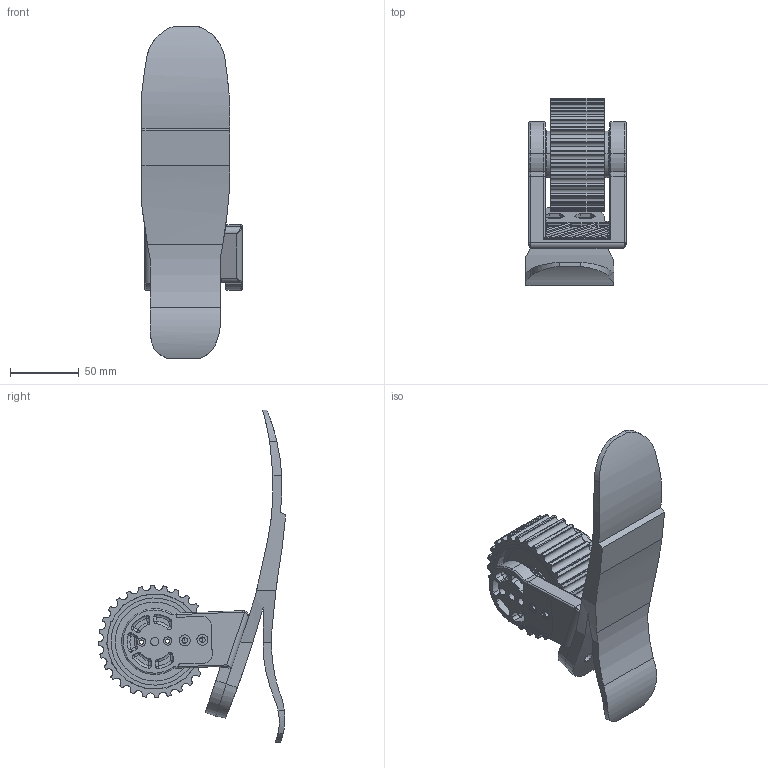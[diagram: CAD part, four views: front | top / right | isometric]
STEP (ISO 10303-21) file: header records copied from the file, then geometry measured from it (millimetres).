
FILE_DESCRIPTION (( 'STEP AP214' ), '1' );
FILE_NAME ('Foot assembly.STEP', '2025-12-30T15:31:32', ( '' ), ( '' ), 'SwSTEP 2.0', 'SolidWorks 2024', '' );
FILE_SCHEMA (( 'AUTOMOTIVE_DESIGN' ));
Length unit declared in the file: millimetre
Products named in the file (6): gear_stop_no_spring; profile updated; Asthetic foot; pyramid strut; Foot assembly; pyramid veriflex
Assembly tree (7 placements, depth 2):
  Foot assembly
    Asthetic foot
    pyramid veriflex
    pyramid strut  x2
    gear_stop_no_spring  x2
    profile updated
Bounding box: 72.86 x 136.38 x 241.71 mm (x, y, z)
Volume: 325970.3 mm3; surface area: 132594.7 mm2
Topology: 7 solids, 7 shells, 1186 faces, 3128 edges, 1941 vertices
Faces by surface type: cylinder 695, plane 310, torus 86, sphere 63, bspline 24, cone 8
Entity records: 28927 total; most frequent: CARTESIAN_POINT 6416, DIRECTION 5094, ORIENTED_EDGE 4596, EDGE_CURVE 2298, AXIS2_PLACEMENT_3D 2051, VERTEX_POINT 1448, CIRCLE 1183, VECTOR 992
